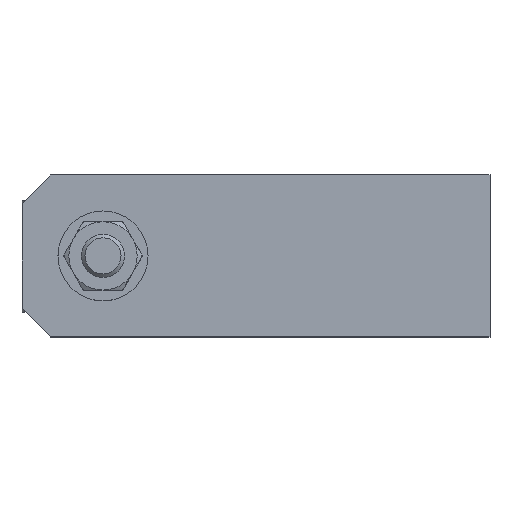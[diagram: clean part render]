
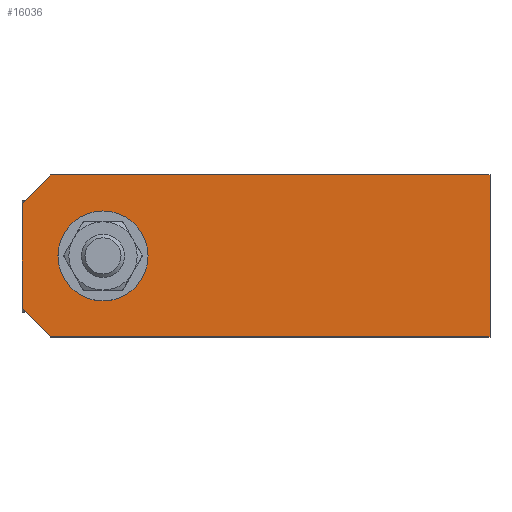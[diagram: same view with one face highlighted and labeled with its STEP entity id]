
A CAD part, top view. The second image highlights one B-rep face of the part: STEP entity #16036.
In plain terms, the highlighted planar face has unit normal (0, 0, 1).
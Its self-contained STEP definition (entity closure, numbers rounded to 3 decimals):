
#275 = VERTEX_POINT ( 'NONE', #15878 ) ;
#394 = LINE ( 'NONE', #15162, #12654 ) ;
#578 = LINE ( 'NONE', #2717, #10697 ) ;
#715 = CARTESIAN_POINT ( 'NONE',  ( -48., 7., 3. ) ) ;
#942 = VERTEX_POINT ( 'NONE', #16635 ) ;
#1151 = LINE ( 'NONE', #7932, #4384 ) ;
#1718 = EDGE_CURVE ( 'NONE', #275, #6294, #578, .T. ) ;
#1755 = EDGE_CURVE ( 'NONE', #942, #275, #15212, .T. ) ;
#1858 = AXIS2_PLACEMENT_3D ( 'NONE', #10378, #20431, #5133 ) ;
#1966 = CARTESIAN_POINT ( 'NONE',  ( -37., -7., 3. ) ) ;
#2493 = EDGE_CURVE ( 'NONE', #17232, #20827, #18146, .T. ) ;
#2523 = CARTESIAN_POINT ( 'NONE',  ( -65., -14.5, 3. ) ) ;
#2673 = DIRECTION ( 'NONE',  ( -1., 0., 0. ) ) ;
#2717 = CARTESIAN_POINT ( 'NONE',  ( -39.75, 39.75, 3. ) ) ;
#3083 = ORIENTED_EDGE ( 'NONE', *, *, #13106, .T. ) ;
#3691 = LINE ( 'NONE', #17461, #20164 ) ;
#3845 = DIRECTION ( 'NONE',  ( 0., -1., 0. ) ) ;
#4384 = VECTOR ( 'NONE', #11205, 1000. ) ;
#4656 = EDGE_CURVE ( 'NONE', #6294, #18300, #5060, .T. ) ;
#4686 = EDGE_LOOP ( 'NONE', ( #5651, #5948, #19179, #16332 ) ) ;
#4701 = ORIENTED_EDGE ( 'NONE', *, *, #4656, .T. ) ;
#4958 = ORIENTED_EDGE ( 'NONE', *, *, #1755, .T. ) ;
#5060 = LINE ( 'NONE', #11777, #19422 ) ;
#5121 = VECTOR ( 'NONE', #2673, 1000. ) ;
#5133 = DIRECTION ( 'NONE',  ( 1., 0., 0. ) ) ;
#5651 = ORIENTED_EDGE ( 'NONE', *, *, #17879, .F. ) ;
#5948 = ORIENTED_EDGE ( 'NONE', *, *, #11882, .F. ) ;
#6177 = VECTOR ( 'NONE', #6626, 1000. ) ;
#6294 = VERTEX_POINT ( 'NONE', #13732 ) ;
#6626 = DIRECTION ( 'NONE',  ( -1., 0., 0. ) ) ;
#7013 = VECTOR ( 'NONE', #19039, 1000. ) ;
#7240 = DIRECTION ( 'NONE',  ( 0., 0., 1. ) ) ;
#7254 = DIRECTION ( 'NONE',  ( 1., 0., 0. ) ) ;
#7932 = CARTESIAN_POINT ( 'NONE',  ( 65., 22.5, 3. ) ) ;
#8842 = FACE_BOUND ( 'NONE', #4686, .T. ) ;
#9630 = CARTESIAN_POINT ( 'NONE',  ( -48., 7., 3. ) ) ;
#9659 = DIRECTION ( 'NONE',  ( 0., 0., 1. ) ) ;
#9782 = VERTEX_POINT ( 'NONE', #19995 ) ;
#9924 = VERTEX_POINT ( 'NONE', #16443 ) ;
#10378 = CARTESIAN_POINT ( 'NONE',  ( 0., 0., 3. ) ) ;
#10697 = VECTOR ( 'NONE', #21605, 1000. ) ;
#10815 = CARTESIAN_POINT ( 'NONE',  ( -39.75, -39.75, 3. ) ) ;
#10930 = EDGE_LOOP ( 'NONE', ( #4701, #16446, #3083, #19104, #4958, #12010 ) ) ;
#11205 = DIRECTION ( 'NONE',  ( 0., 1., 0. ) ) ;
#11777 = CARTESIAN_POINT ( 'NONE',  ( -65., 22.5, 3. ) ) ;
#11882 = EDGE_CURVE ( 'NONE', #16422, #21824, #15735, .T. ) ;
#12010 = ORIENTED_EDGE ( 'NONE', *, *, #1718, .T. ) ;
#12054 = LINE ( 'NONE', #10815, #7013 ) ;
#12654 = VECTOR ( 'NONE', #17042, 1000. ) ;
#13106 = EDGE_CURVE ( 'NONE', #9924, #9782, #394, .T. ) ;
#13331 = AXIS2_PLACEMENT_3D ( 'NONE', #17374, #7240, #17512 ) ;
#13732 = CARTESIAN_POINT ( 'NONE',  ( -65., 14.5, 3. ) ) ;
#14795 = EDGE_CURVE ( 'NONE', #9782, #942, #1151, .T. ) ;
#14801 = DIRECTION ( 'NONE',  ( 1., 0., 0. ) ) ;
#15045 = EDGE_CURVE ( 'NONE', #18300, #9924, #12054, .T. ) ;
#15162 = CARTESIAN_POINT ( 'NONE',  ( -65., -22.5, 3. ) ) ;
#15212 = LINE ( 'NONE', #16846, #6177 ) ;
#15735 = CIRCLE ( 'NONE', #13331, 7. ) ;
#15878 = CARTESIAN_POINT ( 'NONE',  ( -57., 22.5, 3. ) ) ;
#16036 = ADVANCED_FACE ( 'NONE', ( #16056, #8842 ), #20597, .T. ) ;
#16056 = FACE_OUTER_BOUND ( 'NONE', #10930, .T. ) ;
#16289 = LINE ( 'NONE', #9630, #5121 ) ;
#16332 = ORIENTED_EDGE ( 'NONE', *, *, #2493, .F. ) ;
#16422 = VERTEX_POINT ( 'NONE', #715 ) ;
#16443 = CARTESIAN_POINT ( 'NONE',  ( -57., -22.5, 3. ) ) ;
#16446 = ORIENTED_EDGE ( 'NONE', *, *, #15045, .T. ) ;
#16635 = CARTESIAN_POINT ( 'NONE',  ( 65., 22.5, 3. ) ) ;
#16846 = CARTESIAN_POINT ( 'NONE',  ( -65., 22.5, 3. ) ) ;
#17042 = DIRECTION ( 'NONE',  ( 1., 0., 0. ) ) ;
#17232 = VERTEX_POINT ( 'NONE', #1966 ) ;
#17374 = CARTESIAN_POINT ( 'NONE',  ( -48., 0., 3. ) ) ;
#17392 = EDGE_CURVE ( 'NONE', #20827, #16422, #16289, .T. ) ;
#17461 = CARTESIAN_POINT ( 'NONE',  ( -48., -7., 3. ) ) ;
#17512 = DIRECTION ( 'NONE',  ( 1., 0., 0. ) ) ;
#17879 = EDGE_CURVE ( 'NONE', #21824, #17232, #3691, .T. ) ;
#18146 = CIRCLE ( 'NONE', #18486, 7. ) ;
#18300 = VERTEX_POINT ( 'NONE', #2523 ) ;
#18486 = AXIS2_PLACEMENT_3D ( 'NONE', #19869, #9659, #14801 ) ;
#19039 = DIRECTION ( 'NONE',  ( 0.707, -0.707, 0. ) ) ;
#19104 = ORIENTED_EDGE ( 'NONE', *, *, #14795, .T. ) ;
#19179 = ORIENTED_EDGE ( 'NONE', *, *, #17392, .F. ) ;
#19422 = VECTOR ( 'NONE', #3845, 1000. ) ;
#19869 = CARTESIAN_POINT ( 'NONE',  ( -37., 0., 3. ) ) ;
#19995 = CARTESIAN_POINT ( 'NONE',  ( 65., -22.5, 3. ) ) ;
#20164 = VECTOR ( 'NONE', #7254, 1000. ) ;
#20431 = DIRECTION ( 'NONE',  ( 0., 0., 1. ) ) ;
#20597 = PLANE ( 'NONE',  #1858 ) ;
#20821 = CARTESIAN_POINT ( 'NONE',  ( -48., -7., 3. ) ) ;
#20827 = VERTEX_POINT ( 'NONE', #21131 ) ;
#21131 = CARTESIAN_POINT ( 'NONE',  ( -37., 7., 3. ) ) ;
#21605 = DIRECTION ( 'NONE',  ( -0.707, -0.707, 0. ) ) ;
#21824 = VERTEX_POINT ( 'NONE', #20821 ) ;
